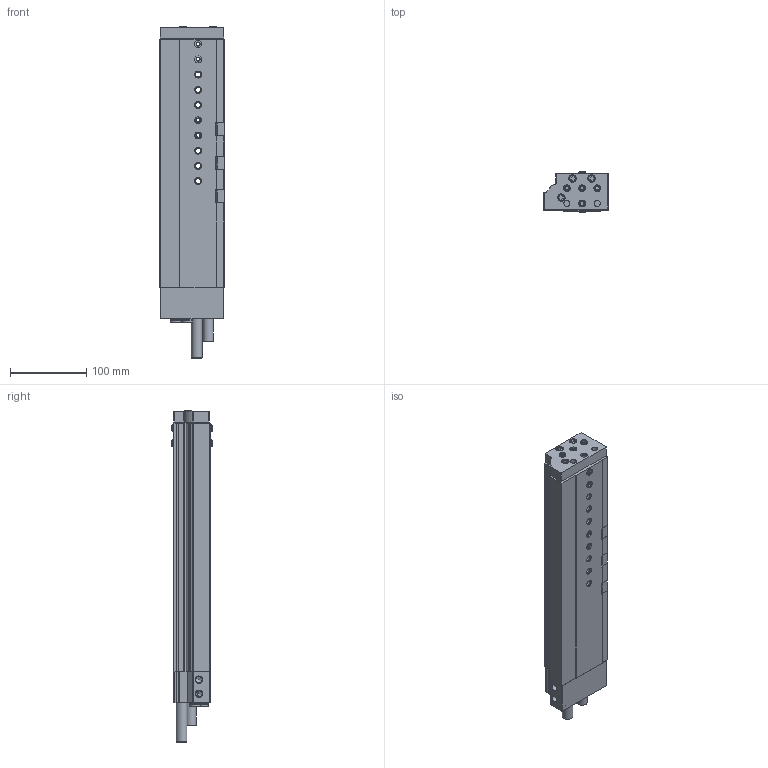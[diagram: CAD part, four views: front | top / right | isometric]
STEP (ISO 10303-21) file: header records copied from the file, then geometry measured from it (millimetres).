
FILE_DESCRIPTION(/* description */ ('STEP AP214'),/* implementation_level */ '2;1');
FILE_NAME(/* name */ '544013_DGSL-20-200-PA',/* time_stamp */ '2024-08-16T02:19:04+02:00',/* author */ ('License CC BY-ND 4.0'),/* organization */ ('CADENAS'),/* preprocessor_version */ 'ST-DEVELOPER v19.3',/* originating_system */ 'PARTsolutions',/* authorisation */ ' ');
FILE_SCHEMA (('AUTOMOTIVE_DESIGN {1 0 10303 214 3 1 1}'));
Length unit declared in the file: millimetre
Products named in the file (8): 544013 DGSL-20-200-PA---(0); DGSL-20---(200-0-0-10-zr); 699442 DGSL-20-P; 3568 B-1/8; 686788 DGSL-20-AS; 686804 DGSL-20-AS; DGSL-20---(200-0-JP); 8137184 ZBH-9-B
Assembly tree (15 placements, depth 2):
  544013 DGSL-20-200-PA---(0)
    DGSL-20---(200-0-0-10-zr)
    699442 DGSL-20-P  x2
    3568 B-1/8  x2
    686788 DGSL-20-AS
    686804 DGSL-20-AS  x2
    DGSL-20---(200-0-JP)
    8137184 ZBH-9-B  x6
Bounding box: 85 x 52.6 x 436.4 mm (x, y, z)
Volume: 1126770.9 mm3; surface area: 259401.9 mm2
Topology: 15 solids, 15 shells, 748 faces, 1851 edges, 1206 vertices
Faces by surface type: plane 396, cylinder 261, cone 70, torus 21
Full cylindrical faces by diameter (mm): 3.242 x1, 4 x2, 4.917 x15, 6 x3, 6.6 x7, 7.8 x2, 8 x3, 8.5 x8, 8.566 x4, 9 x18, 9.728 x2, 10 x12, 10.2 x1, 11 x9, 11.2 x6, 12.07 x2, 12.6 x2, 12.917 x2, 14 x6, 25 x2
Entity records: 18874 total; most frequent: CARTESIAN_POINT 3281, DIRECTION 3252, ORIENTED_EDGE 2854, EDGE_CURVE 1427, AXIS2_PLACEMENT_3D 1203, VERTEX_POINT 1036, FACE_BOUND 941, EDGE_LOOP 932
